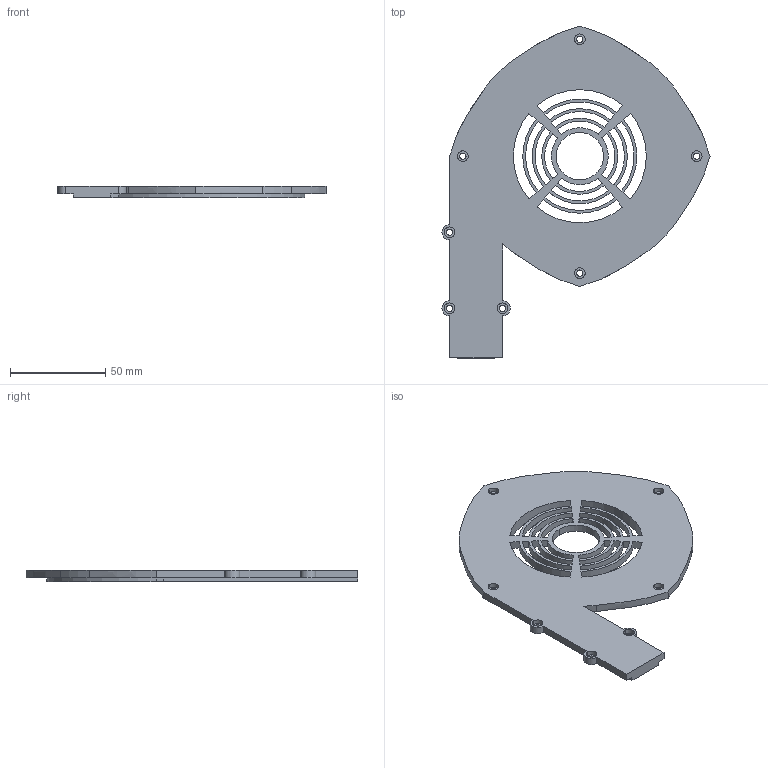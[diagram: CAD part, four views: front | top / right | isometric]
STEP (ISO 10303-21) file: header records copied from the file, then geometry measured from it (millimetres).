
FILE_DESCRIPTION((''),'2;1');
FILE_NAME('BODY2','2021-12-29T15:35:24',('user'),(''),'CREO PARAMETRIC BY PTC INC, 2021063','CREO PARAMETRIC BY PTC INC, 2021063','');
FILE_SCHEMA(('CONFIG_CONTROL_DESIGN'));
Length unit declared in the file: millimetre
Products named in the file (1): BODY2
Bounding box: 141 x 174.64 x 6 mm (x, y, z)
Volume: 65276.7 mm3; surface area: 33765.5 mm2
Topology: 1 solids, 1 shells, 129 faces, 367 edges, 244 vertices
Faces by surface type: cylinder 68, plane 54, extrusion 7
Entity records: 4458 total; most frequent: CARTESIAN_POINT 845, DIRECTION 746, ORIENTED_EDGE 734, EDGE_CURVE 367, AXIS2_PLACEMENT_3D 264, VERTEX_POINT 244, VECTOR 218, LINE 211
